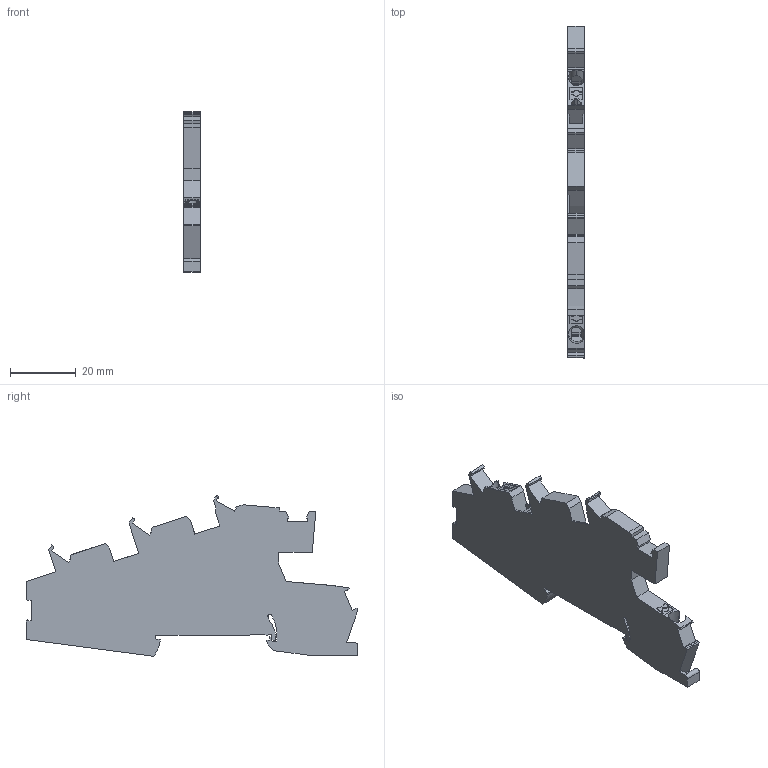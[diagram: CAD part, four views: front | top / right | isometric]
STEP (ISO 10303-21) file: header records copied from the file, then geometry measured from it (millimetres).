
FILE_DESCRIPTION(('STEP AP214'),'1');
FILE_NAME('cctmp_767889C3-BD40-438B-B741-82ADBA9C57D8_2023_07_24_09_11_20_0038..stp','2023-07-24T07:11:20',('SIEMENS A&D'),('CADClick - www.CADClick.com'),'Spatial InterOp 3D postprocessed',' ','unknown authorization');
FILE_SCHEMA(('AUTOMOTIVE_DESIGN'));
Length unit declared in the file: millimetre
Products named in the file (1): 2023_07_24_09_11_20_0023
Bounding box: 5.15 x 100.9 x 48.82 mm (x, y, z)
Volume: 14461.9 mm3; surface area: 9168.2 mm2
Topology: 1 solids, 1 shells, 234 faces, 679 edges, 450 vertices
Faces by surface type: plane 187, cylinder 36, extrusion 5, torus 4, cone 2
Entity records: 9265 total; most frequent: CARTESIAN_POINT 2336, ORIENTED_EDGE 1358, DIRECTION 1192, EDGE_CURVE 679, VECTOR 576, LINE 571, VERTEX_POINT 450, AXIS2_PLACEMENT_3D 308
